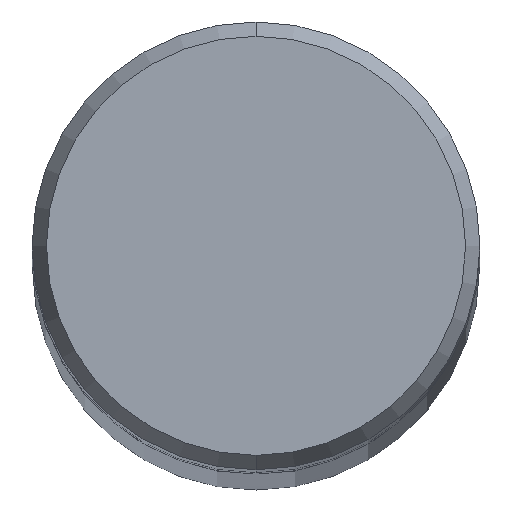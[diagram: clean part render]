
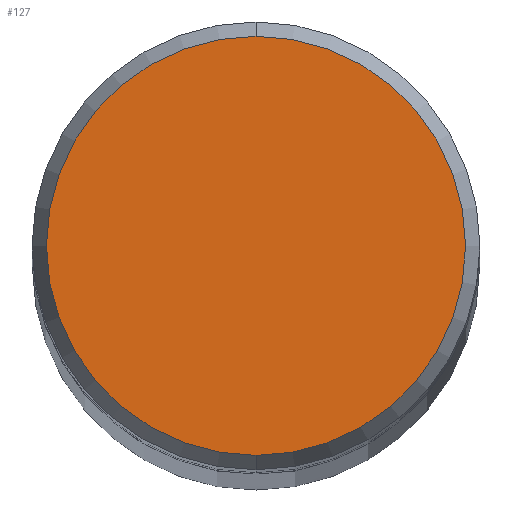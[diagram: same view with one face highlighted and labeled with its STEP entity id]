
A CAD part, top view. The second image highlights one B-rep face of the part: STEP entity #127.
In plain terms, the highlighted planar face has unit normal (0, 0, 1).
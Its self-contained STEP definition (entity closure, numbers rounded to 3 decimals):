
#127=ADVANCED_FACE('',(#284),#285,.T.);
#133=EDGE_CURVE('',#165,#203,#291,.T.);
#165=VERTEX_POINT('',#326);
#179=EDGE_CURVE('',#203,#165,#341,.T.);
#203=VERTEX_POINT('',#366);
#284=FACE_OUTER_BOUND('',#451,.T.);
#285=PLANE('',#452);
#291=CIRCLE('',#461,6.692);
#326=CARTESIAN_POINT('',(0.,-6.692,0.0));
#341=CIRCLE('',#525,6.692);
#366=CARTESIAN_POINT('',(0.0,6.692,0.0));
#451=EDGE_LOOP('',(#660,#661));
#452=AXIS2_PLACEMENT_3D('',#662,#663,#664);
#461=AXIS2_PLACEMENT_3D('',#666,#667,#668);
#525=AXIS2_PLACEMENT_3D('',#720,#721,#722);
#660=ORIENTED_EDGE('',*,*,#179,.F.);
#661=ORIENTED_EDGE('',*,*,#133,.F.);
#662=CARTESIAN_POINT('',(0.0,3.346,0.0));
#663=DIRECTION('',(-0.0,0.0,1.0));
#664=DIRECTION('',(0.0,-1.0,0.0));
#666=CARTESIAN_POINT('',(0.0,0.0,0.0));
#667=DIRECTION('',(0.0,0.0,-1.0));
#668=DIRECTION('',(0.0,1.0,0.0));
#720=CARTESIAN_POINT('',(0.0,0.0,0.0));
#721=DIRECTION('',(0.0,0.0,-1.0));
#722=DIRECTION('',(0.0,1.0,0.0));
